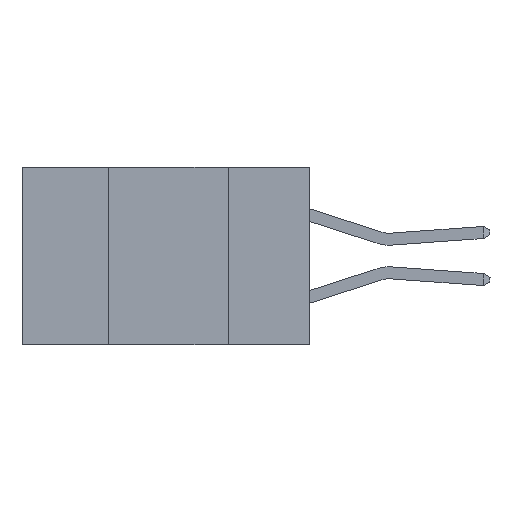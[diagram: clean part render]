
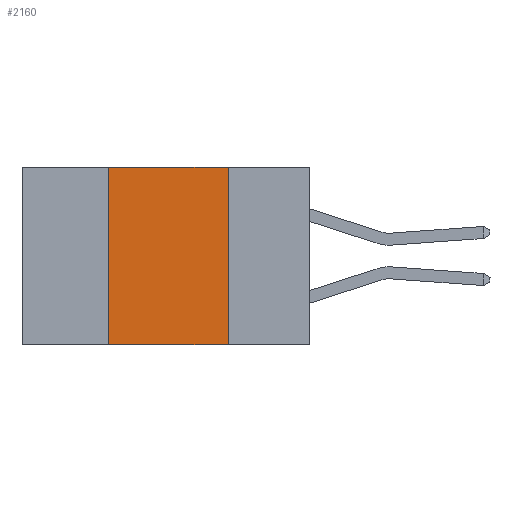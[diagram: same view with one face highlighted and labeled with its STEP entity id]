
A CAD part, left-side view. The second image highlights one B-rep face of the part: STEP entity #2160.
In plain terms, the highlighted planar face has unit normal (-1, 0, 0).
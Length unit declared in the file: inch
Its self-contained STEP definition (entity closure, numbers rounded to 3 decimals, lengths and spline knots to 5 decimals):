
#447 = CARTESIAN_POINT ( 'NONE',  ( 0., 0.42, -0.37 ) ) ;
#724 = VERTEX_POINT ( 'NONE', #447 ) ;
#1904 = ORIENTED_EDGE ( 'NONE', *, *, #10847, .F. ) ;
#2092 = VECTOR ( 'NONE', #15724, 39.37008 ) ;
#2160 = ADVANCED_FACE ( 'NONE', ( #4423 ), #22109, .F. ) ;
#2492 = ORIENTED_EDGE ( 'NONE', *, *, #20570, .F. ) ;
#4265 = VERTEX_POINT ( 'NONE', #11614 ) ;
#4423 = FACE_OUTER_BOUND ( 'NONE', #7101, .T. ) ;
#4999 = CARTESIAN_POINT ( 'NONE',  ( 0., 0.42, -0.37 ) ) ;
#5285 = CARTESIAN_POINT ( 'NONE',  ( 0., 0.6, 0. ) ) ;
#5326 = LINE ( 'NONE', #9160, #15567 ) ;
#6048 = CARTESIAN_POINT ( 'NONE',  ( 0., 0.6, -0.37 ) ) ;
#6085 = LINE ( 'NONE', #16722, #20105 ) ;
#6498 = EDGE_CURVE ( 'NONE', #23099, #18473, #6085, .T. ) ;
#6939 = DIRECTION ( 'NONE',  ( 0., 0., 1. ) ) ;
#7101 = EDGE_LOOP ( 'NONE', ( #1904, #11589, #2492, #22856 ) ) ;
#9160 = CARTESIAN_POINT ( 'NONE',  ( 0., 0.17, -0.37 ) ) ;
#10847 = EDGE_CURVE ( 'NONE', #18473, #4265, #5326, .T. ) ;
#11589 = ORIENTED_EDGE ( 'NONE', *, *, #6498, .F. ) ;
#11614 = CARTESIAN_POINT ( 'NONE',  ( 0., 0.17, -0.37 ) ) ;
#12862 = DIRECTION ( 'NONE',  ( 0., -1., 0. ) ) ;
#15265 = LINE ( 'NONE', #4999, #24722 ) ;
#15333 = AXIS2_PLACEMENT_3D ( 'NONE', #5285, #22051, #21734 ) ;
#15567 = VECTOR ( 'NONE', #16797, 39.37008 ) ;
#15724 = DIRECTION ( 'NONE',  ( 0., -1., 0. ) ) ;
#16722 = CARTESIAN_POINT ( 'NONE',  ( 0., 0.6, 0. ) ) ;
#16797 = DIRECTION ( 'NONE',  ( 0., 0., -1. ) ) ;
#17503 = LINE ( 'NONE', #6048, #2092 ) ;
#18473 = VERTEX_POINT ( 'NONE', #19774 ) ;
#19774 = CARTESIAN_POINT ( 'NONE',  ( 0., 0.17, 0. ) ) ;
#20105 = VECTOR ( 'NONE', #12862, 39.37008 ) ;
#20570 = EDGE_CURVE ( 'NONE', #724, #23099, #15265, .T. ) ;
#21003 = CARTESIAN_POINT ( 'NONE',  ( 0., 0.42, 0. ) ) ;
#21734 = DIRECTION ( 'NONE',  ( 0., 0., -1. ) ) ;
#21833 = EDGE_CURVE ( 'NONE', #724, #4265, #17503, .T. ) ;
#22051 = DIRECTION ( 'NONE',  ( 1., 0., 0. ) ) ;
#22109 = PLANE ( 'NONE',  #15333 ) ;
#22856 = ORIENTED_EDGE ( 'NONE', *, *, #21833, .T. ) ;
#23099 = VERTEX_POINT ( 'NONE', #21003 ) ;
#24722 = VECTOR ( 'NONE', #6939, 39.37008 ) ;
